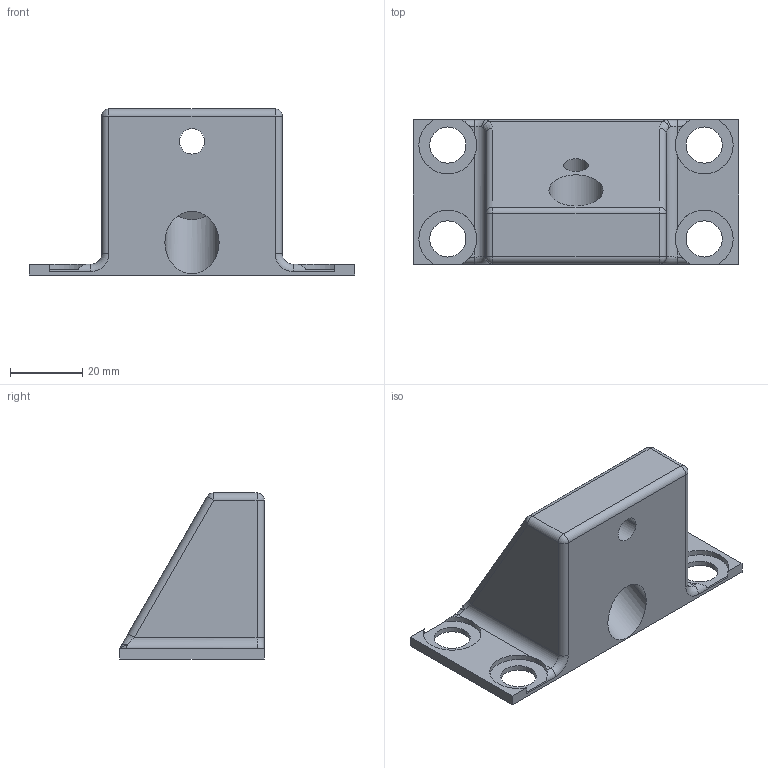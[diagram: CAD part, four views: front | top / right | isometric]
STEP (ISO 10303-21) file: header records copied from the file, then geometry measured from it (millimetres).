
FILE_DESCRIPTION(('CATIA V5 STEP Exchange'),'2;1');
FILE_NAME('base_camera.stp','2016-10-17T13:52:26+00:00',('none'),('none'),'CATIA Version 5 Release 19 GA (IN-10)','CATIA V5 STEP AP203','none');
FILE_SCHEMA(('CONFIG_CONTROL_DESIGN'));
Length unit declared in the file: millimetre
Products named in the file (1): base_camera
Bounding box: 90 x 40 x 46 mm (x, y, z)
Volume: 60835.3 mm3; surface area: 15089.9 mm2
Topology: 1 solids, 1 shells, 72 faces, 188 edges, 116 vertices
Faces by surface type: cylinder 39, plane 21, torus 4, bspline 4, sphere 4
Entity records: 2437 total; most frequent: CARTESIAN_POINT 792, ORIENTED_EDGE 368, DIRECTION 248, EDGE_CURVE 184, AXIS2_PLACEMENT_3D 125, VERTEX_POINT 116, EDGE_LOOP 86, VECTOR 76
